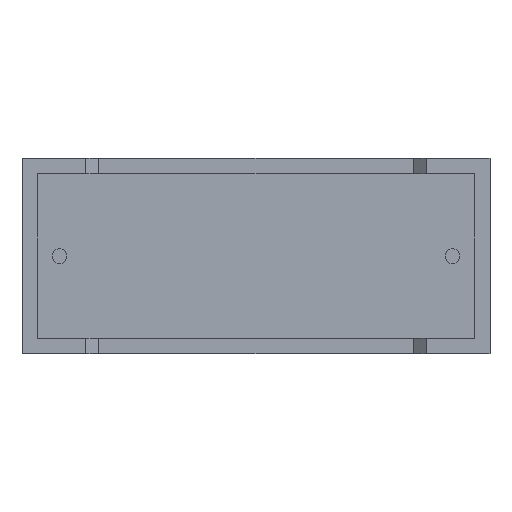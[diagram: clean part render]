
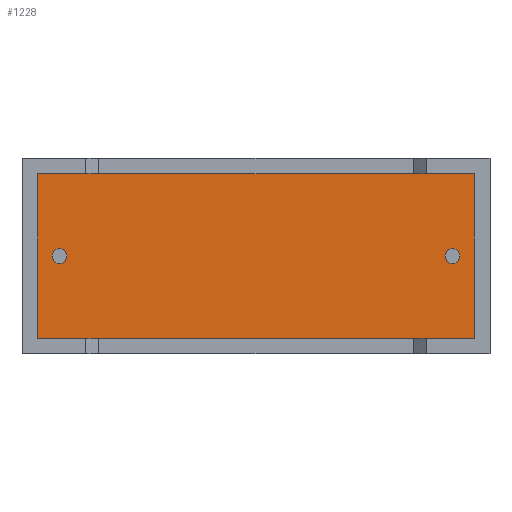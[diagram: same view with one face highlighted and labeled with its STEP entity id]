
A CAD part, front view. The second image highlights one B-rep face of the part: STEP entity #1228.
In plain terms, the highlighted planar face has unit normal (0, -1, 0).
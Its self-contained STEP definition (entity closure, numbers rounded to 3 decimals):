
#7 = CARTESIAN_POINT ( 'NONE',  ( 0.893, 0.75, 10.307 ) ) ;
#55 = LINE ( 'NONE', #2606, #900 ) ;
#82 = DIRECTION ( 'NONE',  ( 0., 0., -1. ) ) ;
#94 = DIRECTION ( 'NONE',  ( 0., 0., -1. ) ) ;
#141 = DIRECTION ( 'NONE',  ( 1., 0., 0. ) ) ;
#170 = AXIS2_PLACEMENT_3D ( 'NONE', #2185, #2679, #82 ) ;
#280 = EDGE_CURVE ( 'NONE', #410, #690, #1018, .T. ) ;
#302 = EDGE_CURVE ( 'NONE', #2079, #2592, #2818, .T. ) ;
#375 = VECTOR ( 'NONE', #1408, 1000. ) ;
#376 = DIRECTION ( 'NONE',  ( 0., 0., -1. ) ) ;
#410 = VERTEX_POINT ( 'NONE', #2260 ) ;
#456 = CIRCLE ( 'NONE', #2575, 0.425 ) ;
#534 = EDGE_LOOP ( 'NONE', ( #590, #951 ) ) ;
#578 = ORIENTED_EDGE ( 'NONE', *, *, #2159, .T. ) ;
#580 = EDGE_CURVE ( 'NONE', #690, #2151, #1848, .T. ) ;
#590 = ORIENTED_EDGE ( 'NONE', *, *, #850, .F. ) ;
#614 = DIRECTION ( 'NONE',  ( 0., -1., 0. ) ) ;
#690 = VERTEX_POINT ( 'NONE', #2023 ) ;
#722 = DIRECTION ( 'NONE',  ( 0., -1., 0. ) ) ;
#772 = CARTESIAN_POINT ( 'NONE',  ( 0.893, 0.75, 0.893 ) ) ;
#785 = FACE_BOUND ( 'NONE', #1242, .T. ) ;
#793 = VECTOR ( 'NONE', #2402, 1000. ) ;
#828 = CARTESIAN_POINT ( 'NONE',  ( 2.15, 0.75, 5.6 ) ) ;
#850 = EDGE_CURVE ( 'NONE', #1441, #2607, #456, .T. ) ;
#854 = VECTOR ( 'NONE', #141, 1000. ) ;
#900 = VECTOR ( 'NONE', #1419, 1000. ) ;
#940 = CARTESIAN_POINT ( 'NONE',  ( 2.15, 0.75, 5.175 ) ) ;
#942 = AXIS2_PLACEMENT_3D ( 'NONE', #2367, #722, #2388 ) ;
#951 = ORIENTED_EDGE ( 'NONE', *, *, #2352, .F. ) ;
#976 = EDGE_LOOP ( 'NONE', ( #578, #1058, #1636, #1196 ) ) ;
#1018 = LINE ( 'NONE', #2211, #793 ) ;
#1045 = CARTESIAN_POINT ( 'NONE',  ( 2.15, 0.75, 5.6 ) ) ;
#1058 = ORIENTED_EDGE ( 'NONE', *, *, #1305, .T. ) ;
#1153 = EDGE_CURVE ( 'NONE', #2592, #2079, #1297, .T. ) ;
#1196 = ORIENTED_EDGE ( 'NONE', *, *, #580, .T. ) ;
#1228 = ADVANCED_FACE ( 'NONE', ( #785, #2026, #1998 ), #1281, .T. ) ;
#1242 = EDGE_LOOP ( 'NONE', ( #2428, #2769 ) ) ;
#1281 = PLANE ( 'NONE',  #2635 ) ;
#1297 = CIRCLE ( 'NONE', #942, 0.425 ) ;
#1305 = EDGE_CURVE ( 'NONE', #1978, #410, #2233, .T. ) ;
#1349 = AXIS2_PLACEMENT_3D ( 'NONE', #1045, #614, #94 ) ;
#1408 = DIRECTION ( 'NONE',  ( -1., 0., 0. ) ) ;
#1419 = DIRECTION ( 'NONE',  ( 0., 0., -1. ) ) ;
#1441 = VERTEX_POINT ( 'NONE', #3003 ) ;
#1532 = DIRECTION ( 'NONE',  ( 0., 0., -1. ) ) ;
#1636 = ORIENTED_EDGE ( 'NONE', *, *, #280, .T. ) ;
#1757 = CARTESIAN_POINT ( 'NONE',  ( 0., 0.75, 0. ) ) ;
#1776 = DIRECTION ( 'NONE',  ( 0., -1., 0. ) ) ;
#1848 = LINE ( 'NONE', #2573, #375 ) ;
#1978 = VERTEX_POINT ( 'NONE', #772 ) ;
#1986 = CIRCLE ( 'NONE', #1349, 0.425 ) ;
#1998 = FACE_BOUND ( 'NONE', #534, .T. ) ;
#2023 = CARTESIAN_POINT ( 'NONE',  ( 25.907, 0.75, 10.307 ) ) ;
#2026 = FACE_OUTER_BOUND ( 'NONE', #976, .T. ) ;
#2037 = CARTESIAN_POINT ( 'NONE',  ( 24.65, 0.75, 6.025 ) ) ;
#2079 = VERTEX_POINT ( 'NONE', #2037 ) ;
#2087 = CARTESIAN_POINT ( 'NONE',  ( 24.65, 0.75, 5.175 ) ) ;
#2151 = VERTEX_POINT ( 'NONE', #7 ) ;
#2159 = EDGE_CURVE ( 'NONE', #2151, #1978, #55, .T. ) ;
#2185 = CARTESIAN_POINT ( 'NONE',  ( 24.65, 0.75, 5.6 ) ) ;
#2203 = DIRECTION ( 'NONE',  ( 0., -1., 0. ) ) ;
#2211 = CARTESIAN_POINT ( 'NONE',  ( 25.907, 0.75, 0.893 ) ) ;
#2233 = LINE ( 'NONE', #2251, #854 ) ;
#2251 = CARTESIAN_POINT ( 'NONE',  ( 0.893, 0.75, 0.893 ) ) ;
#2260 = CARTESIAN_POINT ( 'NONE',  ( 25.907, 0.75, 0.893 ) ) ;
#2352 = EDGE_CURVE ( 'NONE', #2607, #1441, #1986, .T. ) ;
#2367 = CARTESIAN_POINT ( 'NONE',  ( 24.65, 0.75, 5.6 ) ) ;
#2388 = DIRECTION ( 'NONE',  ( 0., 0., -1. ) ) ;
#2402 = DIRECTION ( 'NONE',  ( 0., 0., 1. ) ) ;
#2428 = ORIENTED_EDGE ( 'NONE', *, *, #302, .F. ) ;
#2573 = CARTESIAN_POINT ( 'NONE',  ( 25.907, 0.75, 10.307 ) ) ;
#2575 = AXIS2_PLACEMENT_3D ( 'NONE', #828, #1776, #1532 ) ;
#2592 = VERTEX_POINT ( 'NONE', #2087 ) ;
#2606 = CARTESIAN_POINT ( 'NONE',  ( 0.893, 0.75, 10.307 ) ) ;
#2607 = VERTEX_POINT ( 'NONE', #940 ) ;
#2635 = AXIS2_PLACEMENT_3D ( 'NONE', #1757, #2203, #376 ) ;
#2679 = DIRECTION ( 'NONE',  ( 0., -1., 0. ) ) ;
#2769 = ORIENTED_EDGE ( 'NONE', *, *, #1153, .F. ) ;
#2818 = CIRCLE ( 'NONE', #170, 0.425 ) ;
#3003 = CARTESIAN_POINT ( 'NONE',  ( 2.15, 0.75, 6.025 ) ) ;
